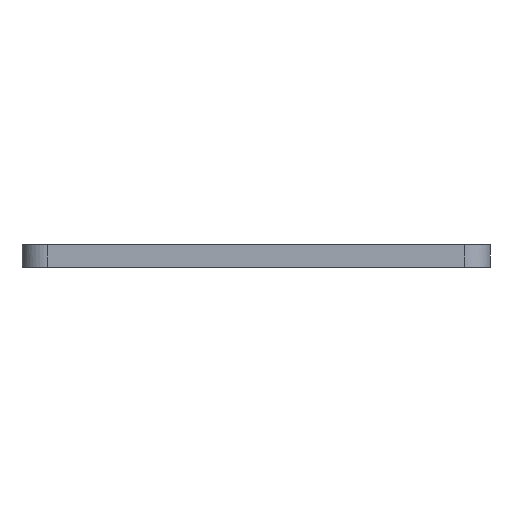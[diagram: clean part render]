
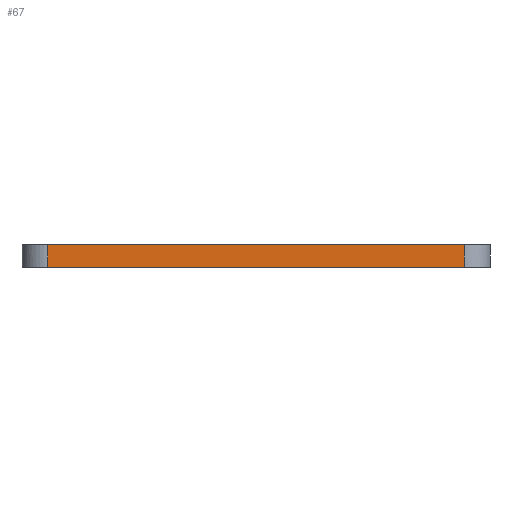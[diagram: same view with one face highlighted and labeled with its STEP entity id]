
A CAD part, left-side view. The second image highlights one B-rep face of the part: STEP entity #67.
In plain terms, the highlighted planar face has unit normal (-1, 0, 0).
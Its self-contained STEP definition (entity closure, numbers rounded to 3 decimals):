
#67=ADVANCED_FACE('',(#244),#2629,.T.);
#244=FACE_OUTER_BOUND('',#423,.T.);
#423=EDGE_LOOP('',(#683,#684,#685,#686));
#683=ORIENTED_EDGE('',*,*,#1516,.T.);
#684=ORIENTED_EDGE('',*,*,#1488,.T.);
#685=ORIENTED_EDGE('',*,*,#1517,.T.);
#686=ORIENTED_EDGE('',*,*,#1500,.T.);
#1488=EDGE_CURVE('',#2347,#2349,#2265,.T.);
#1500=EDGE_CURVE('',#2361,#2360,#2269,.T.);
#1516=EDGE_CURVE('',#2360,#2347,#2275,.T.);
#1517=EDGE_CURVE('',#2349,#2361,#2276,.T.);
#2265=B_SPLINE_CURVE_WITH_KNOTS('',1,(#4059,#4060),.UNSPECIFIED.,.F.,.F.,
(2,2),(-112.4,0.),.UNSPECIFIED.);
#2269=B_SPLINE_CURVE_WITH_KNOTS('',1,(#4089,#4090),.UNSPECIFIED.,.F.,.F.,
(2,2),(-112.4,0.),.UNSPECIFIED.);
#2275=B_SPLINE_CURVE_WITH_KNOTS('',1,(#4129,#4130),.UNSPECIFIED.,.F.,.F.,
(2,2),(0.,5.2),.UNSPECIFIED.);
#2276=B_SPLINE_CURVE_WITH_KNOTS('',1,(#4131,#4132),.UNSPECIFIED.,.F.,.F.,
(2,2),(0.,5.2),.UNSPECIFIED.);
#2347=VERTEX_POINT('',#3781);
#2349=VERTEX_POINT('',#3783);
#2360=VERTEX_POINT('',#3794);
#2361=VERTEX_POINT('',#3795);
#2629=PLANE('',#2928);
#2928=AXIS2_PLACEMENT_3D('',#3576,#3014,$);
#3014=DIRECTION('',(-1.,0.,0.));
#3576=CARTESIAN_POINT('',(945.074,-273.967,-184.008));
#3781=CARTESIAN_POINT('',(945.074,-161.567,-190.208));
#3783=CARTESIAN_POINT('',(945.074,-273.967,-190.208));
#3794=CARTESIAN_POINT('',(945.074,-161.567,-184.008));
#3795=CARTESIAN_POINT('',(945.074,-273.967,-184.008));
#4059=CARTESIAN_POINT('',(945.074,-161.567,-190.208));
#4060=CARTESIAN_POINT('',(945.074,-273.967,-190.208));
#4089=CARTESIAN_POINT('',(945.074,-273.967,-184.008));
#4090=CARTESIAN_POINT('',(945.074,-161.567,-184.008));
#4129=CARTESIAN_POINT('',(945.074,-161.567,-184.008));
#4130=CARTESIAN_POINT('',(945.074,-161.567,-190.208));
#4131=CARTESIAN_POINT('',(945.074,-273.967,-190.208));
#4132=CARTESIAN_POINT('',(945.074,-273.967,-184.008));
